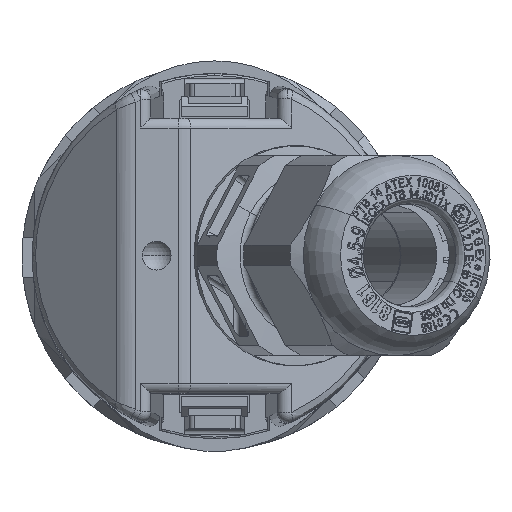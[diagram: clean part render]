
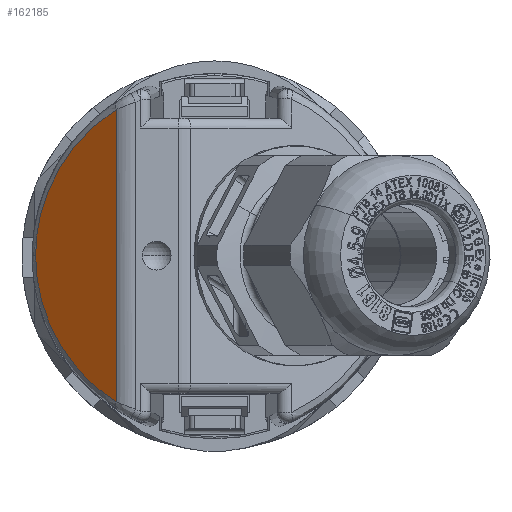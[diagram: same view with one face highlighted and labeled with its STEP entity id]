
A CAD part, top view. The second image highlights one B-rep face of the part: STEP entity #162185.
In plain terms, the highlighted face is planar.
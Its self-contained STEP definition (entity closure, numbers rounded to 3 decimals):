
#4778 = VERTEX_POINT ( 'NONE', #116604 ) ;
#18007 = PLANE ( 'NONE',  #173200 ) ;
#20909 = ORIENTED_EDGE ( 'NONE', *, *, #83060, .T. ) ;
#42452 = DIRECTION ( 'NONE',  ( 0., -0.643, -0.766 ) ) ;
#49115 = EDGE_CURVE ( 'NONE', #115114, #4778, #109193, .T. ) ;
#64388 = EDGE_LOOP ( 'NONE', ( #87256, #20909, #160040 ) ) ;
#66494 = CARTESIAN_POINT ( 'NONE',  ( 6.06, 17.893, 42.538 ) ) ;
#77817 = CARTESIAN_POINT ( 'NONE',  ( 14.596, 9.836, 49.298 ) ) ;
#80775 = CARTESIAN_POINT ( 'NONE',  ( 0., 17.893, 42.538 ) ) ;
#83060 = EDGE_CURVE ( 'NONE', #142683, #115114, #138844, .T. ) ;
#87256 = ORIENTED_EDGE ( 'NONE', *, *, #142600, .T. ) ;
#102767 = CARTESIAN_POINT ( 'NONE',  ( 0., 17.893, 42.538 ) ) ;
#104415 = CARTESIAN_POINT ( 'NONE',  ( 14.596, 9.836, 49.298 ) ) ;
#104886 = CARTESIAN_POINT ( 'NONE',  ( -11.366, 14.964, 44.995 ) ) ;
#105471 = CARTESIAN_POINT ( 'NONE',  ( -14.596, 9.836, 49.298 ) ) ;
#109193 =( BOUNDED_CURVE ( )  B_SPLINE_CURVE ( 3, ( #145382, #116854, #104886, #105471 ),
 .UNSPECIFIED., .F., .F. ) 
 B_SPLINE_CURVE_WITH_KNOTS ( ( 4, 4 ),
 ( 0., 1.009 ),
 .UNSPECIFIED. ) 
 CURVE ( )  GEOMETRIC_REPRESENTATION_ITEM ( )  RATIONAL_B_SPLINE_CURVE ( ( 1., 0.917, 0.917, 1. ) ) 
 REPRESENTATION_ITEM ( '' )  );
#111641 = DIRECTION ( 'NONE',  ( 0., 0.766, -0.643 ) ) ;
#113399 = CARTESIAN_POINT ( 'NONE',  ( -23., 22.5, 38.672 ) ) ;
#115114 = VERTEX_POINT ( 'NONE', #102767 ) ;
#116604 = CARTESIAN_POINT ( 'NONE',  ( -14.596, 9.836, 49.298 ) ) ;
#116854 = CARTESIAN_POINT ( 'NONE',  ( -6.06, 17.893, 42.538 ) ) ;
#129493 = CARTESIAN_POINT ( 'NONE',  ( 15.876, 9.836, 49.298 ) ) ;
#132590 = CARTESIAN_POINT ( 'NONE',  ( 11.366, 14.964, 44.995 ) ) ;
#138844 =( BOUNDED_CURVE ( )  B_SPLINE_CURVE ( 3, ( #77817, #132590, #66494, #80775 ),
 .UNSPECIFIED., .F., .F. ) 
 B_SPLINE_CURVE_WITH_KNOTS ( ( 4, 4 ),
 ( 5.274, 6.283 ),
 .UNSPECIFIED. ) 
 CURVE ( )  GEOMETRIC_REPRESENTATION_ITEM ( )  RATIONAL_B_SPLINE_CURVE ( ( 1., 0.917, 0.917, 1. ) ) 
 REPRESENTATION_ITEM ( '' )  );
#142600 = EDGE_CURVE ( 'NONE', #4778, #142683, #168273, .T. ) ;
#142603 = FACE_OUTER_BOUND ( 'NONE', #64388, .T. ) ;
#142683 = VERTEX_POINT ( 'NONE', #104415 ) ;
#143180 = DIRECTION ( 'NONE',  ( 1., 0., 0. ) ) ;
#145382 = CARTESIAN_POINT ( 'NONE',  ( 0., 17.893, 42.538 ) ) ;
#153643 = VECTOR ( 'NONE', #143180, 1000. ) ;
#160040 = ORIENTED_EDGE ( 'NONE', *, *, #49115, .T. ) ;
#162185 = ADVANCED_FACE ( 'NONE', ( #142603 ), #18007, .F. ) ;
#168273 = LINE ( 'NONE', #129493, #153643 ) ;
#173200 = AXIS2_PLACEMENT_3D ( 'NONE', #113399, #42452, #111641 ) ;
